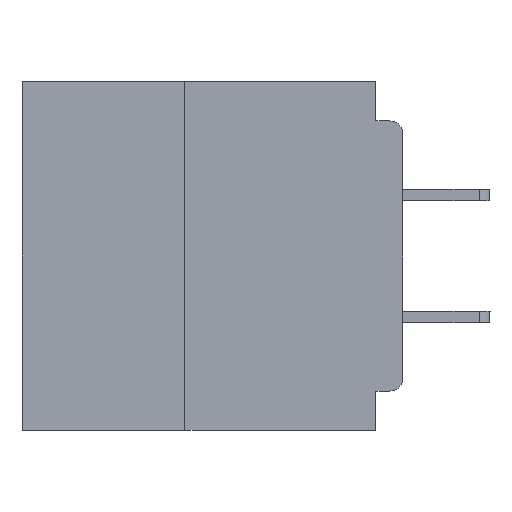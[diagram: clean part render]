
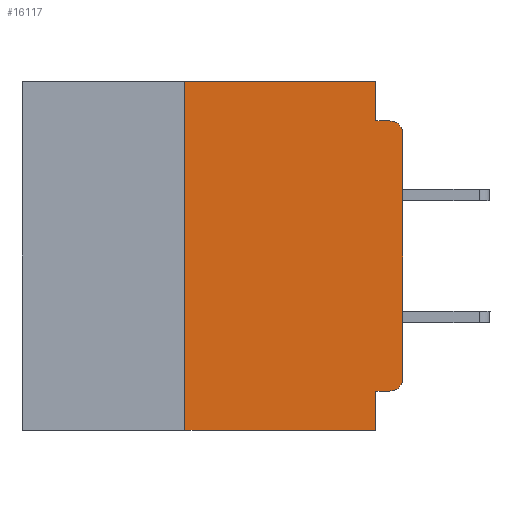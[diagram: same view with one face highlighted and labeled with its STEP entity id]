
A CAD part, left-side view. The second image highlights one B-rep face of the part: STEP entity #16117.
In plain terms, the highlighted planar face has unit normal (-1, 0, 0).
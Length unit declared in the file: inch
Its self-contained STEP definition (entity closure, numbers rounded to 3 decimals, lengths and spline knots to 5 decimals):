
#57 = ORIENTED_EDGE ( 'NONE', *, *, #62609, .F. ) ;
#1622 = DIRECTION ( 'NONE',  ( 0., 0., 1. ) ) ;
#2325 = FACE_OUTER_BOUND ( 'NONE', #47250, .T. ) ;
#2869 = CARTESIAN_POINT ( 'NONE',  ( 0., 0.437, 0. ) ) ;
#3126 = EDGE_CURVE ( 'NONE', #29420, #40338, #47295, .T. ) ;
#3684 = CARTESIAN_POINT ( 'NONE',  ( 0., 0.031, -0.4 ) ) ;
#4097 = VECTOR ( 'NONE', #58978, 39.37008 ) ;
#4158 = EDGE_CURVE ( 'NONE', #6872, #38197, #51662, .T. ) ;
#5122 = ORIENTED_EDGE ( 'NONE', *, *, #48791, .T. ) ;
#5282 = ORIENTED_EDGE ( 'NONE', *, *, #23570, .F. ) ;
#6872 = VERTEX_POINT ( 'NONE', #18007 ) ;
#7205 = CARTESIAN_POINT ( 'NONE',  ( 0., 0., -0.34 ) ) ;
#7831 = DIRECTION ( 'NONE',  ( 0., 0., -1. ) ) ;
#7971 = CARTESIAN_POINT ( 'NONE',  ( 0., 0.25, 0. ) ) ;
#8540 = CARTESIAN_POINT ( 'NONE',  ( 0., 0., -0.045 ) ) ;
#10446 = CARTESIAN_POINT ( 'NONE',  ( 0., 0.015, -0.06 ) ) ;
#12771 = LINE ( 'NONE', #8540, #37524 ) ;
#13846 = EDGE_CURVE ( 'NONE', #20533, #6872, #29497, .T. ) ;
#14866 = ORIENTED_EDGE ( 'NONE', *, *, #37019, .T. ) ;
#15487 = DIRECTION ( 'NONE',  ( 0., 0., -1. ) ) ;
#15500 = DIRECTION ( 'NONE',  ( 0., -1., 0. ) ) ;
#16053 = VERTEX_POINT ( 'NONE', #7205 ) ;
#16117 = ADVANCED_FACE ( 'NONE', ( #2325 ), #47086, .F. ) ;
#16373 = CARTESIAN_POINT ( 'NONE',  ( 0., 0., 0. ) ) ;
#17578 = VERTEX_POINT ( 'NONE', #25243 ) ;
#18007 = CARTESIAN_POINT ( 'NONE',  ( 0., 0.031, 0. ) ) ;
#19701 = CARTESIAN_POINT ( 'NONE',  ( 0., 0.015, -0.34 ) ) ;
#20464 = CARTESIAN_POINT ( 'NONE',  ( 0., 0.437, -0.4 ) ) ;
#20533 = VERTEX_POINT ( 'NONE', #7971 ) ;
#20572 = AXIS2_PLACEMENT_3D ( 'NONE', #2869, #37462, #7831 ) ;
#20893 = VECTOR ( 'NONE', #33359, 39.37008 ) ;
#21929 = EDGE_CURVE ( 'NONE', #16053, #29420, #40279, .T. ) ;
#21960 = ORIENTED_EDGE ( 'NONE', *, *, #25503, .F. ) ;
#23396 = CARTESIAN_POINT ( 'NONE',  ( 0., 0.437, 0. ) ) ;
#23570 = EDGE_CURVE ( 'NONE', #51859, #59557, #55024, .T. ) ;
#24551 = CARTESIAN_POINT ( 'NONE',  ( 0., 0.031, -0.045 ) ) ;
#24599 = CARTESIAN_POINT ( 'NONE',  ( 0., 0., -0.355 ) ) ;
#24677 = DIRECTION ( 'NONE',  ( 0., 0., -1. ) ) ;
#25243 = CARTESIAN_POINT ( 'NONE',  ( 0., 0.25, -0.4 ) ) ;
#25503 = EDGE_CURVE ( 'NONE', #17578, #20533, #34026, .T. ) ;
#25953 = ORIENTED_EDGE ( 'NONE', *, *, #53375, .F. ) ;
#26733 = DIRECTION ( 'NONE',  ( 0., 0., -1. ) ) ;
#27219 = VECTOR ( 'NONE', #1622, 39.37008 ) ;
#27957 = VECTOR ( 'NONE', #53065, 39.37008 ) ;
#29420 = VERTEX_POINT ( 'NONE', #49882 ) ;
#29497 = LINE ( 'NONE', #23396, #27957 ) ;
#33359 = DIRECTION ( 'NONE',  ( 0., 0., 1. ) ) ;
#33938 = DIRECTION ( 'NONE',  ( 0., 0., -1. ) ) ;
#34026 = LINE ( 'NONE', #47957, #20893 ) ;
#36854 = CARTESIAN_POINT ( 'NONE',  ( 0., 0.015, -0.355 ) ) ;
#37019 = EDGE_CURVE ( 'NONE', #51859, #16053, #62458, .T. ) ;
#37462 = DIRECTION ( 'NONE',  ( 1., 0., 0. ) ) ;
#37524 = VECTOR ( 'NONE', #48024, 39.37008 ) ;
#38197 = VERTEX_POINT ( 'NONE', #24551 ) ;
#38260 = LINE ( 'NONE', #58405, #62785 ) ;
#38621 = VECTOR ( 'NONE', #26733, 39.37008 ) ;
#40005 = CARTESIAN_POINT ( 'NONE',  ( 0., 0.031, -0.355 ) ) ;
#40279 = LINE ( 'NONE', #16373, #27219 ) ;
#40338 = VERTEX_POINT ( 'NONE', #43546 ) ;
#40621 = ORIENTED_EDGE ( 'NONE', *, *, #4158, .F. ) ;
#42025 = VECTOR ( 'NONE', #15500, 39.37008 ) ;
#43135 = ORIENTED_EDGE ( 'NONE', *, *, #3126, .T. ) ;
#43546 = CARTESIAN_POINT ( 'NONE',  ( 0., 0.015, -0.045 ) ) ;
#43583 = LINE ( 'NONE', #20464, #42025 ) ;
#45004 = DIRECTION ( 'NONE',  ( -1., 0., 0. ) ) ;
#46273 = CARTESIAN_POINT ( 'NONE',  ( 0., 0.031, 0. ) ) ;
#47086 = PLANE ( 'NONE',  #20572 ) ;
#47250 = EDGE_LOOP ( 'NONE', ( #48947, #43135, #57, #40621, #56054, #21960, #5122, #25953, #5282, #14866 ) ) ;
#47295 = CIRCLE ( 'NONE', #55703, 0.015 ) ;
#47957 = CARTESIAN_POINT ( 'NONE',  ( 0., 0.25, -0.4 ) ) ;
#48024 = DIRECTION ( 'NONE',  ( 0., -1., 0. ) ) ;
#48791 = EDGE_CURVE ( 'NONE', #17578, #57494, #43583, .T. ) ;
#48947 = ORIENTED_EDGE ( 'NONE', *, *, #21929, .T. ) ;
#49439 = AXIS2_PLACEMENT_3D ( 'NONE', #19701, #54110, #24677 ) ;
#49882 = CARTESIAN_POINT ( 'NONE',  ( 0., 0., -0.06 ) ) ;
#51662 = LINE ( 'NONE', #46273, #38621 ) ;
#51859 = VERTEX_POINT ( 'NONE', #36854 ) ;
#53065 = DIRECTION ( 'NONE',  ( 0., -1., 0. ) ) ;
#53375 = EDGE_CURVE ( 'NONE', #59557, #57494, #38260, .T. ) ;
#54110 = DIRECTION ( 'NONE',  ( -1., 0., 0. ) ) ;
#55024 = LINE ( 'NONE', #24599, #4097 ) ;
#55703 = AXIS2_PLACEMENT_3D ( 'NONE', #10446, #45004, #15487 ) ;
#56054 = ORIENTED_EDGE ( 'NONE', *, *, #13846, .F. ) ;
#57494 = VERTEX_POINT ( 'NONE', #3684 ) ;
#58405 = CARTESIAN_POINT ( 'NONE',  ( 0., 0.031, -0.4 ) ) ;
#58978 = DIRECTION ( 'NONE',  ( 0., 1., 0. ) ) ;
#59557 = VERTEX_POINT ( 'NONE', #40005 ) ;
#62458 = CIRCLE ( 'NONE', #49439, 0.015 ) ;
#62609 = EDGE_CURVE ( 'NONE', #38197, #40338, #12771, .T. ) ;
#62785 = VECTOR ( 'NONE', #33938, 39.37008 ) ;
